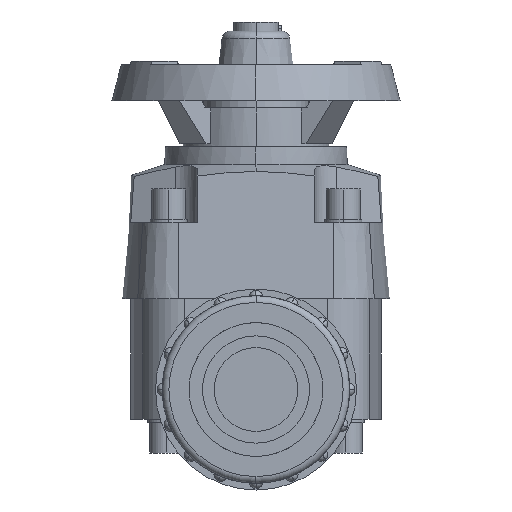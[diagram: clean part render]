
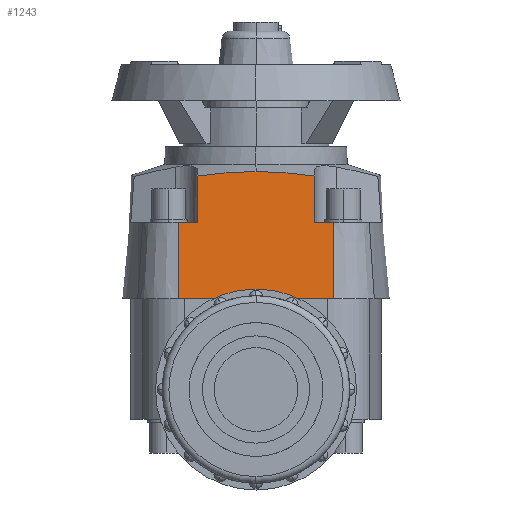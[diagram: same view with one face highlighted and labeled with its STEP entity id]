
A CAD part, left-side view. The second image highlights one B-rep face of the part: STEP entity #1243.
In plain terms, the highlighted planar face has unit normal (-0.998, 0, 0.07).
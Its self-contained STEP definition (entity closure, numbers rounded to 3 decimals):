
#1243=ADVANCED_FACE('',(#2566),#2567,.T.);
#2566=FACE_OUTER_BOUND('',#3944,.T.);
#2567=PLANE('',#3945);
#3944=EDGE_LOOP('',(#7616,#7617,#7618,#7619,#7620,#7621,#7622,#7623,#7624));
#3945=AXIS2_PLACEMENT_3D('',#7625,#7626,#7627);
#7616=ORIENTED_EDGE('',*,*,#9506,.T.);
#7617=ORIENTED_EDGE('',*,*,#8189,.T.);
#7618=ORIENTED_EDGE('',*,*,#9504,.T.);
#7619=ORIENTED_EDGE('',*,*,#9532,.T.);
#7620=ORIENTED_EDGE('',*,*,#9520,.T.);
#7621=ORIENTED_EDGE('',*,*,#9535,.F.);
#7622=ORIENTED_EDGE('',*,*,#9376,.T.);
#7623=ORIENTED_EDGE('',*,*,#9555,.T.);
#7624=ORIENTED_EDGE('',*,*,#9516,.T.);
#7625=CARTESIAN_POINT('',(-36.5,-23.003,27.085));
#7626=DIRECTION('',(-0.998,0.0,0.07));
#7627=DIRECTION('',(0.0,-1.0,0.0));
#8189=EDGE_CURVE('',#9798,#9796,#9799,.T.);
#9376=EDGE_CURVE('',#11572,#11570,#11573,.T.);
#9504=EDGE_CURVE('',#9796,#11727,#11729,.T.);
#9506=EDGE_CURVE('',#11731,#9798,#11732,.T.);
#9516=EDGE_CURVE('',#11745,#11731,#11746,.T.);
#9520=EDGE_CURVE('',#11751,#11752,#11753,.T.);
#9532=EDGE_CURVE('',#11727,#11751,#11769,.T.);
#9535=EDGE_CURVE('',#11572,#11752,#11772,.T.);
#9555=EDGE_CURVE('',#11570,#11745,#11796,.T.);
#9796=VERTEX_POINT('',#12172);
#9798=VERTEX_POINT('',#12175);
#9799=(B_SPLINE_CURVE(2,(#12177,#12178,#12179),.UNSPECIFIED.,.F.,.F.)B_SPLINE_CURVE_WITH_KNOTS((3,3),(0.0,153.686),.UNSPECIFIED.)RATIONAL_B_SPLINE_CURVE((1.0,2.484,1.0))BOUNDED_CURVE()REPRESENTATION_ITEM('')GEOMETRIC_REPRESENTATION_ITEM()CURVE());
#11570=VERTEX_POINT('',#15519);
#11572=VERTEX_POINT('',#15521);
#11573=LINE('',#15522,#15523);
#11727=VERTEX_POINT('',#15796);
#11729=(B_SPLINE_CURVE(2,(#15808,#15809,#15810),.UNSPECIFIED.,.F.,.F.)B_SPLINE_CURVE_WITH_KNOTS((3,3),(0.0,153.686),.UNSPECIFIED.)RATIONAL_B_SPLINE_CURVE((1.0,2.484,1.0))BOUNDED_CURVE()REPRESENTATION_ITEM('')GEOMETRIC_REPRESENTATION_ITEM()CURVE());
#11731=VERTEX_POINT('',#15818);
#11732=LINE('',#15819,#15820);
#11745=VERTEX_POINT('',#15846);
#11746=LINE('',#15847,#15848);
#11751=VERTEX_POINT('',#15853);
#11752=VERTEX_POINT('',#15854);
#11753=LINE('',#15855,#15856);
#11769=LINE('',#15885,#15886);
#11772=LINE('',#15890,#15891);
#11796=LINE('',#15931,#15932);
#12172=CARTESIAN_POINT('',(-33.844,0.,65.07));
#12175=CARTESIAN_POINT('',(-33.938,-17.5,63.72));
#12177=CARTESIAN_POINT('',(-34.913,-75.3,49.784));
#12178=CARTESIAN_POINT('',(-33.414,0.0,71.223));
#12179=CARTESIAN_POINT('',(-34.913,75.3,49.784));
#15519=CARTESIAN_POINT('',(-36.5,-23.003,27.085));
#15521=CARTESIAN_POINT('',(-36.5,23.003,27.085));
#15522=CARTESIAN_POINT('',(-36.5,23.003,27.085));
#15523=VECTOR('',#18048,1.0);
#15796=CARTESIAN_POINT('',(-33.938,17.5,63.72));
#15808=CARTESIAN_POINT('',(-34.913,-75.3,49.784));
#15809=CARTESIAN_POINT('',(-33.414,0.0,71.223));
#15810=CARTESIAN_POINT('',(-34.913,75.3,49.784));
#15818=CARTESIAN_POINT('',(-34.913,-17.5,49.784));
#15819=CARTESIAN_POINT('',(-34.119,-17.5,61.141));
#15820=VECTOR('',#18230,1.0);
#15846=CARTESIAN_POINT('',(-34.913,-23.003,49.784));
#15847=CARTESIAN_POINT('',(-34.913,-26.532,49.784));
#15848=VECTOR('',#18238,1.0);
#15853=CARTESIAN_POINT('',(-34.913,17.5,49.784));
#15854=CARTESIAN_POINT('',(-34.913,23.003,49.784));
#15855=CARTESIAN_POINT('',(-34.913,3.529,49.784));
#15856=VECTOR('',#18245,1.0);
#15885=CARTESIAN_POINT('',(-35.698,17.5,38.552));
#15886=VECTOR('',#18259,1.0);
#15890=CARTESIAN_POINT('',(-36.5,23.003,27.085));
#15891=VECTOR('',#18261,1.0);
#15931=CARTESIAN_POINT('',(-36.5,-23.003,27.085));
#15932=VECTOR('',#18278,1.0);
#18048=DIRECTION('',(0.0,-1.0,0.0));
#18230=DIRECTION('',(0.07,-0.0,0.998));
#18238=DIRECTION('',(0.0,1.0,0.0));
#18245=DIRECTION('',(0.0,1.0,-0.0));
#18259=DIRECTION('',(-0.07,-0.0,-0.998));
#18261=DIRECTION('',(0.07,0.,0.998));
#18278=DIRECTION('',(0.07,0.0,0.998));
